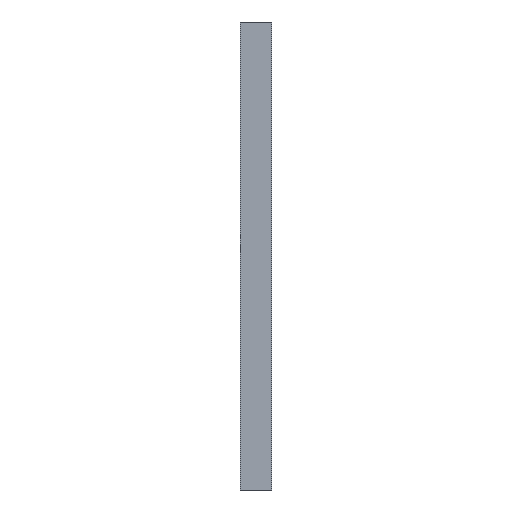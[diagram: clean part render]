
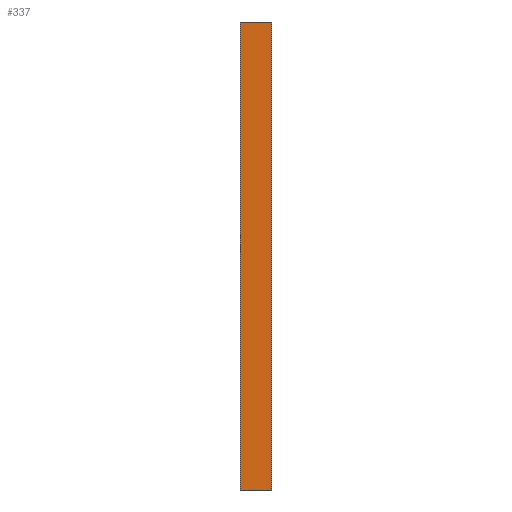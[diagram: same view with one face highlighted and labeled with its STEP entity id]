
A CAD part, left-side view. The second image highlights one B-rep face of the part: STEP entity #337.
In plain terms, the highlighted planar face has unit normal (-1, 0, 0).
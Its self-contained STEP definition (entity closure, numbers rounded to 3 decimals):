
#5 = CARTESIAN_POINT ( 'NONE',  ( 0., 5., 0. ) ) ;
#6 = CARTESIAN_POINT ( 'NONE',  ( 0., 0., 0. ) ) ;
#9 = DIRECTION ( 'NONE',  ( 0., -1., 0. ) ) ;
#32 = VERTEX_POINT ( 'NONE', #6 ) ;
#34 = VERTEX_POINT ( 'NONE', #5 ) ;
#41 = VERTEX_POINT ( 'NONE', #116 ) ;
#49 = VERTEX_POINT ( 'NONE', #125 ) ;
#74 = DIRECTION ( 'NONE',  ( 0., 0., 1. ) ) ;
#82 = CARTESIAN_POINT ( 'NONE',  ( 0., 0., 0. ) ) ;
#97 = CARTESIAN_POINT ( 'NONE',  ( 0., 5., 0. ) ) ;
#105 = CARTESIAN_POINT ( 'NONE',  ( 0., 5., -75. ) ) ;
#116 = CARTESIAN_POINT ( 'NONE',  ( 0., 0., -75. ) ) ;
#119 = DIRECTION ( 'NONE',  ( 0., 0., 1. ) ) ;
#125 = CARTESIAN_POINT ( 'NONE',  ( 0., 5., -75. ) ) ;
#127 = DIRECTION ( 'NONE',  ( 0., -1., 0. ) ) ;
#129 = CARTESIAN_POINT ( 'NONE',  ( 0., 5., 0. ) ) ;
#198 = CARTESIAN_POINT ( 'NONE',  ( 0., 5., 0. ) ) ;
#206 = PLANE ( 'NONE',  #272 ) ;
#210 = DIRECTION ( 'NONE',  ( 1., 0., 0. ) ) ;
#211 = DIRECTION ( 'NONE',  ( 0., 0., -1. ) ) ;
#240 = EDGE_CURVE ( 'NONE', #41, #32, #632, .T. ) ;
#241 = EDGE_CURVE ( 'NONE', #49, #34, #471, .T. ) ;
#244 = EDGE_CURVE ( 'NONE', #49, #41, #651, .T. ) ;
#256 = EDGE_CURVE ( 'NONE', #34, #32, #583, .T. ) ;
#272 = AXIS2_PLACEMENT_3D ( 'NONE', #198, #210, #211 ) ;
#337 = ADVANCED_FACE ( 'NONE', ( #641 ), #206, .F. ) ;
#418 = ORIENTED_EDGE ( 'NONE', *, *, #240, .T. ) ;
#421 = EDGE_LOOP ( 'NONE', ( #418, #438, #533, #531 ) ) ;
#438 = ORIENTED_EDGE ( 'NONE', *, *, #256, .F. ) ;
#471 = LINE ( 'NONE', #97, #591 ) ;
#531 = ORIENTED_EDGE ( 'NONE', *, *, #244, .T. ) ;
#533 = ORIENTED_EDGE ( 'NONE', *, *, #241, .F. ) ;
#551 = VECTOR ( 'NONE', #9, 1000. ) ;
#560 = VECTOR ( 'NONE', #74, 1000. ) ;
#583 = LINE ( 'NONE', #129, #637 ) ;
#591 = VECTOR ( 'NONE', #119, 1000. ) ;
#632 = LINE ( 'NONE', #82, #560 ) ;
#637 = VECTOR ( 'NONE', #127, 1000. ) ;
#641 = FACE_OUTER_BOUND ( 'NONE', #421, .T. ) ;
#651 = LINE ( 'NONE', #105, #551 ) ;
